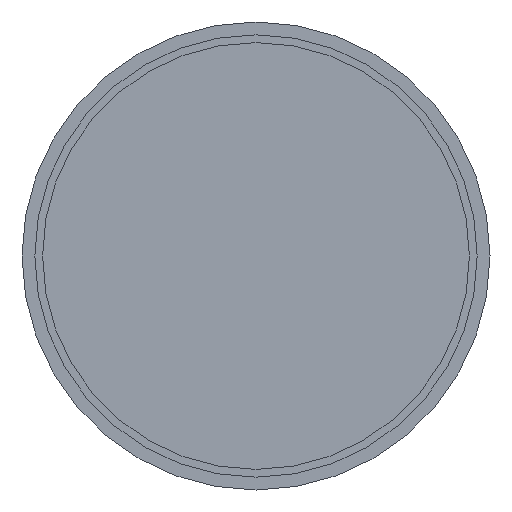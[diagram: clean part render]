
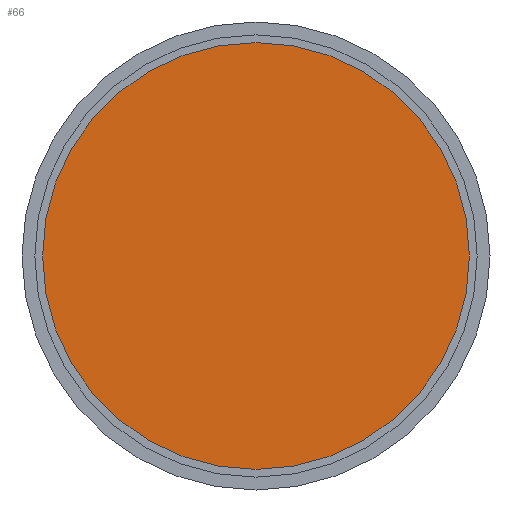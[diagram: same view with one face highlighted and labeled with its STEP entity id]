
A CAD part, front view. The second image highlights one B-rep face of the part: STEP entity #66.
In plain terms, the highlighted planar face has unit normal (0, -1, 0).
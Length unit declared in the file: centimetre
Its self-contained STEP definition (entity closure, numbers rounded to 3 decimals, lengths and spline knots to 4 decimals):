
#12 = ORIENTED_EDGE ( 'NONE', *, *, #130, .F. ) ;
#16 = EDGE_CURVE ( 'NONE', #332, #274, #191, .T. ) ;
#25 = DIRECTION ( 'NONE',  ( 0., 0., 1. ) ) ;
#29 = AXIS2_PLACEMENT_3D ( 'NONE', #363, #186, #25 ) ;
#43 = DIRECTION ( 'NONE',  ( 0., 1., 0. ) ) ;
#66 = ADVANCED_FACE ( 'NONE', ( #271 ), #79, .F. ) ;
#75 = DIRECTION ( 'NONE',  ( 0., 0., 1. ) ) ;
#79 = PLANE ( 'NONE',  #29 ) ;
#105 = DIRECTION ( 'NONE',  ( 0., 0., 1. ) ) ;
#127 = CARTESIAN_POINT ( 'NONE',  ( 0., 2., 0. ) ) ;
#130 = EDGE_CURVE ( 'NONE', #274, #332, #338, .T. ) ;
#158 = ORIENTED_EDGE ( 'NONE', *, *, #16, .F. ) ;
#186 = DIRECTION ( 'NONE',  ( 0., 1., 0. ) ) ;
#191 = CIRCLE ( 'NONE', #256, 2.91 ) ;
#193 = EDGE_LOOP ( 'NONE', ( #12, #158 ) ) ;
#219 = DIRECTION ( 'NONE',  ( 0., 1., 0. ) ) ;
#229 = AXIS2_PLACEMENT_3D ( 'NONE', #353, #43, #75 ) ;
#256 = AXIS2_PLACEMENT_3D ( 'NONE', #127, #219, #105 ) ;
#257 = CARTESIAN_POINT ( 'NONE',  ( 0., 2., -2.91 ) ) ;
#271 = FACE_OUTER_BOUND ( 'NONE', #193, .T. ) ;
#274 = VERTEX_POINT ( 'NONE', #257 ) ;
#284 = CARTESIAN_POINT ( 'NONE',  ( 0., 2., 2.91 ) ) ;
#332 = VERTEX_POINT ( 'NONE', #284 ) ;
#338 = CIRCLE ( 'NONE', #229, 2.91 ) ;
#353 = CARTESIAN_POINT ( 'NONE',  ( 0., 2., 0. ) ) ;
#363 = CARTESIAN_POINT ( 'NONE',  ( 0., 2., 0. ) ) ;
